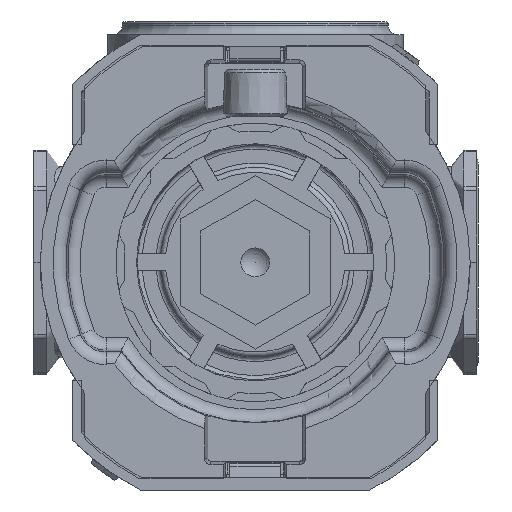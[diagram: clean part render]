
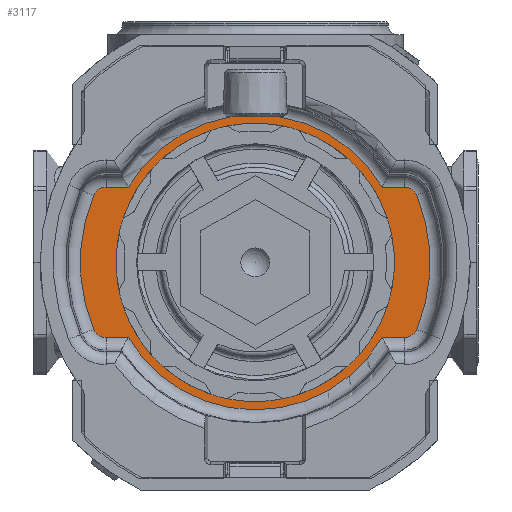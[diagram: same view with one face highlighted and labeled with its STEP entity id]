
A CAD part, front view. The second image highlights one B-rep face of the part: STEP entity #3117.
In plain terms, the highlighted planar face has unit normal (0, -1, 0).
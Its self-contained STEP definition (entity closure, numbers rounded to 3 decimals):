
#3117 = ADVANCED_FACE( '', ( #6622 ), #6623, .T. );
#6622 = FACE_OUTER_BOUND( '', #10615, .T. );
#6623 = PLANE( '', #10616 );
#10615 = EDGE_LOOP( '', ( #19911, #19912, #19913, #19914, #19915, #19916, #19917, #19918, #19919, #19920, #19921, #19922, #19923, #19924, #19925, #19926 ) );
#10616 = AXIS2_PLACEMENT_3D( '', #19927, #19928, #19929 );
#19911 = ORIENTED_EDGE( '', *, *, #25430, .F. );
#19912 = ORIENTED_EDGE( '', *, *, #26877, .T. );
#19913 = ORIENTED_EDGE( '', *, *, #25441, .F. );
#19914 = ORIENTED_EDGE( '', *, *, #24221, .T. );
#19915 = ORIENTED_EDGE( '', *, *, #24173, .T. );
#19916 = ORIENTED_EDGE( '', *, *, #25525, .T. );
#19917 = ORIENTED_EDGE( '', *, *, #24178, .T. );
#19918 = ORIENTED_EDGE( '', *, *, #26878, .F. );
#19919 = ORIENTED_EDGE( '', *, *, #24909, .T. );
#19920 = ORIENTED_EDGE( '', *, *, #26631, .T. );
#19921 = ORIENTED_EDGE( '', *, *, #26145, .T. );
#19922 = ORIENTED_EDGE( '', *, *, #26879, .F. );
#19923 = ORIENTED_EDGE( '', *, *, #24729, .F. );
#19924 = ORIENTED_EDGE( '', *, *, #26008, .F. );
#19925 = ORIENTED_EDGE( '', *, *, #26880, .F. );
#19926 = ORIENTED_EDGE( '', *, *, #24299, .T. );
#19927 = CARTESIAN_POINT( '', ( 0., 12., 0. ) );
#19928 = DIRECTION( '', ( 0., -1., 0. ) );
#19929 = DIRECTION( '', ( 0., 0., -1. ) );
#24173 = EDGE_CURVE( '', #29483, #29481, #29484, .T. );
#24178 = EDGE_CURVE( '', #29492, #29490, #29493, .T. );
#24221 = EDGE_CURVE( '', #29566, #29483, #29567, .T. );
#24299 = EDGE_CURVE( '', #29696, #29694, #29697, .T. );
#24729 = EDGE_CURVE( '', #30402, #30403, #30404, .T. );
#24909 = EDGE_CURVE( '', #30701, #30699, #30702, .T. );
#25430 = EDGE_CURVE( '', #31504, #29694, #31506, .T. );
#25441 = EDGE_CURVE( '', #29566, #31519, #31521, .T. );
#25525 = EDGE_CURVE( '', #29481, #29492, #31644, .T. );
#26008 = EDGE_CURVE( '', #32336, #30402, #32337, .T. );
#26145 = EDGE_CURVE( '', #32524, #32526, #32528, .T. );
#26631 = EDGE_CURVE( '', #30699, #32524, #33140, .T. );
#26877 = EDGE_CURVE( '', #31504, #31519, #33449, .T. );
#26878 = EDGE_CURVE( '', #30701, #29490, #33450, .T. );
#26879 = EDGE_CURVE( '', #30403, #32526, #33451, .T. );
#26880 = EDGE_CURVE( '', #29696, #32336, #33452, .T. );
#29481 = VERTEX_POINT( '', #37959 );
#29483 = VERTEX_POINT( '', #37961 );
#29484 = CIRCLE( '', #37962, 2.15 );
#29490 = VERTEX_POINT( '', #37968 );
#29492 = VERTEX_POINT( '', #37970 );
#29493 = CIRCLE( '', #37971, 2.15 );
#29566 = VERTEX_POINT( '', #38103 );
#29567 = LINE( '', #38104, #38105 );
#29694 = VERTEX_POINT( '', #38548 );
#29696 = VERTEX_POINT( '', #38550 );
#29697 = LINE( '', #38551, #38552 );
#30402 = VERTEX_POINT( '', #40179 );
#30403 = VERTEX_POINT( '', #40180 );
#30404 = CIRCLE( '', #40181, 2.15 );
#30699 = VERTEX_POINT( '', #40731 );
#30701 = VERTEX_POINT( '', #40746 );
#30702 = LINE( '', #40747, #40748 );
#31504 = VERTEX_POINT( '', #42533 );
#31506 = LINE( '', #42548, #42549 );
#31519 = VERTEX_POINT( '', #42574 );
#31521 = LINE( '', #42589, #42590 );
#31644 = CIRCLE( '', #42811, 27.65 );
#32336 = VERTEX_POINT( '', #44055 );
#32337 = CIRCLE( '', #44056, 27.65 );
#32524 = VERTEX_POINT( '', #44597 );
#32526 = VERTEX_POINT( '', #44612 );
#32528 = LINE( '', #44614, #44615 );
#33140 = CIRCLE( '', #45761, 23.325 );
#33449 = CIRCLE( '', #46273, 23.325 );
#33450 = LINE( '', #46274, #46275 );
#33451 = LINE( '', #46276, #46277 );
#33452 = CIRCLE( '', #46278, 2.15 );
#37959 = CARTESIAN_POINT( '', ( 25.545, 12., -10.581 ) );
#37961 = CARTESIAN_POINT( '', ( 23.559, 12., -11.908 ) );
#37962 = AXIS2_PLACEMENT_3D( '', #48929, #48930, #48931 );
#37968 = CARTESIAN_POINT( '', ( 23.559, 12., 11.908 ) );
#37970 = CARTESIAN_POINT( '', ( 25.545, 12., 10.581 ) );
#37971 = AXIS2_PLACEMENT_3D( '', #48941, #48942, #48943 );
#38103 = CARTESIAN_POINT( '', ( 23.559, 12., -11.89 ) );
#38104 = CARTESIAN_POINT( '', ( 23.559, 12., -9.758 ) );
#38105 = VECTOR( '', #48996, 1000. );
#38548 = CARTESIAN_POINT( '', ( -23.559, 12., -11.89 ) );
#38550 = CARTESIAN_POINT( '', ( -23.559, 12., -11.908 ) );
#38551 = CARTESIAN_POINT( '', ( -23.559, 12., -11.908 ) );
#38552 = VECTOR( '', #49075, 1000. );
#40179 = CARTESIAN_POINT( '', ( -25.545, 12., 10.581 ) );
#40180 = CARTESIAN_POINT( '', ( -23.559, 12., 11.908 ) );
#40181 = AXIS2_PLACEMENT_3D( '', #49515, #49516, #49517 );
#40731 = CARTESIAN_POINT( '', ( 20.067, 12., 11.89 ) );
#40746 = CARTESIAN_POINT( '', ( 23.559, 12., 11.89 ) );
#40747 = CARTESIAN_POINT( '', ( 23.559, 12., 11.89 ) );
#40748 = VECTOR( '', #49711, 1000. );
#42533 = CARTESIAN_POINT( '', ( -20.067, 12., -11.89 ) );
#42548 = CARTESIAN_POINT( '', ( 23.559, 12., -11.89 ) );
#42549 = VECTOR( '', #50233, 1000. );
#42574 = CARTESIAN_POINT( '', ( 20.067, 12., -11.89 ) );
#42589 = CARTESIAN_POINT( '', ( 23.559, 12., -11.89 ) );
#42590 = VECTOR( '', #50238, 1000. );
#42811 = AXIS2_PLACEMENT_3D( '', #50333, #50334, #50335 );
#44055 = CARTESIAN_POINT( '', ( -25.545, 12., -10.581 ) );
#44056 = AXIS2_PLACEMENT_3D( '', #50888, #50889, #50890 );
#44597 = CARTESIAN_POINT( '', ( -20.067, 12., 11.89 ) );
#44612 = CARTESIAN_POINT( '', ( -23.559, 12., 11.89 ) );
#44614 = CARTESIAN_POINT( '', ( 23.559, 12., 11.89 ) );
#44615 = VECTOR( '', #51028, 1000. );
#45761 = AXIS2_PLACEMENT_3D( '', #51517, #51518, #51519 );
#46273 = AXIS2_PLACEMENT_3D( '', #51827, #51828, #51829 );
#46274 = CARTESIAN_POINT( '', ( 23.559, 12., 9.758 ) );
#46275 = VECTOR( '', #51830, 1000. );
#46276 = CARTESIAN_POINT( '', ( -23.559, 12., 11.908 ) );
#46277 = VECTOR( '', #51831, 1000. );
#46278 = AXIS2_PLACEMENT_3D( '', #51832, #51833, #51834 );
#48929 = CARTESIAN_POINT( '', ( 23.559, 12., -9.758 ) );
#48930 = DIRECTION( '', ( 0., -1., 0. ) );
#48931 = DIRECTION( '', ( 0., 0., -1. ) );
#48941 = CARTESIAN_POINT( '', ( 23.559, 12., 9.758 ) );
#48942 = DIRECTION( '', ( 0., -1., 0. ) );
#48943 = DIRECTION( '', ( 0., 0., -1. ) );
#48996 = DIRECTION( '', ( 0., 0., -1. ) );
#49075 = DIRECTION( '', ( 0., 0., 1. ) );
#49515 = CARTESIAN_POINT( '', ( -23.559, 12., 9.758 ) );
#49516 = DIRECTION( '', ( 0., 1., 0. ) );
#49517 = DIRECTION( '', ( 0., 0., 1. ) );
#49711 = DIRECTION( '', ( -1., 0., 0. ) );
#50233 = DIRECTION( '', ( -1., 0., 0. ) );
#50238 = DIRECTION( '', ( -1., 0., 0. ) );
#50333 = CARTESIAN_POINT( '', ( 0., 12., 0. ) );
#50334 = DIRECTION( '', ( 0., -1., 0. ) );
#50335 = DIRECTION( '', ( 0., 0., -1. ) );
#50888 = CARTESIAN_POINT( '', ( 0., 12., 0. ) );
#50889 = DIRECTION( '', ( 0., 1., 0. ) );
#50890 = DIRECTION( '', ( 0., 0., 1. ) );
#51028 = DIRECTION( '', ( -1., 0., 0. ) );
#51517 = CARTESIAN_POINT( '', ( 0., 12., 0. ) );
#51518 = DIRECTION( '', ( 0., -1., 0. ) );
#51519 = DIRECTION( '', ( 0., 0., -1. ) );
#51827 = CARTESIAN_POINT( '', ( 0., 12., 0. ) );
#51828 = DIRECTION( '', ( 0., -1., 0. ) );
#51829 = DIRECTION( '', ( 0., 0., -1. ) );
#51830 = DIRECTION( '', ( 0., 0., 1. ) );
#51831 = DIRECTION( '', ( 0., 0., -1. ) );
#51832 = CARTESIAN_POINT( '', ( -23.559, 12., -9.758 ) );
#51833 = DIRECTION( '', ( 0., 1., 0. ) );
#51834 = DIRECTION( '', ( 0., 0., 1. ) );
